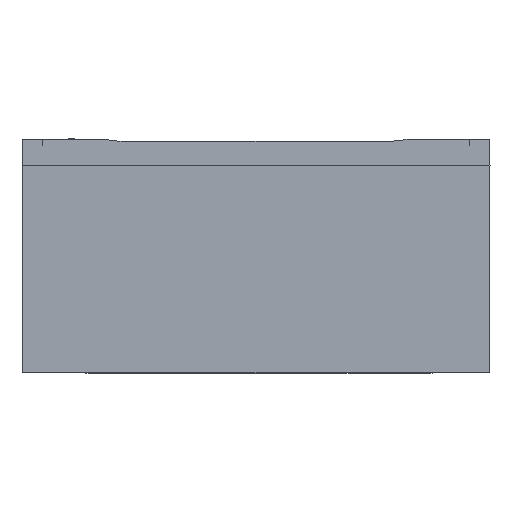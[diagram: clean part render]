
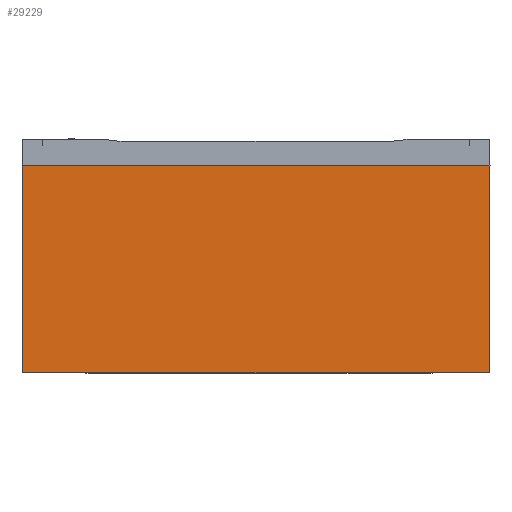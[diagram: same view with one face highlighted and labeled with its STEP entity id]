
A CAD part, front view. The second image highlights one B-rep face of the part: STEP entity #29229.
In plain terms, the highlighted planar face has unit normal (0, -1, -0.004).
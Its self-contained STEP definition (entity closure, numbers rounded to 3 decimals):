
#3077 = VERTEX_POINT ( 'NONE', #75064 ) ;
#5244 = VECTOR ( 'NONE', #68131, 1000. ) ;
#6089 = VECTOR ( 'NONE', #25270, 1000. ) ;
#9162 = ORIENTED_EDGE ( 'NONE', *, *, #53038, .F. ) ;
#10087 = ORIENTED_EDGE ( 'NONE', *, *, #76296, .F. ) ;
#13295 = EDGE_LOOP ( 'NONE', ( #60110, #53628, #9162, #10087 ) ) ;
#13687 = VERTEX_POINT ( 'NONE', #46663 ) ;
#14445 = CARTESIAN_POINT ( 'NONE',  ( 400., -276., 177. ) ) ;
#17958 = LINE ( 'NONE', #43048, #5244 ) ;
#18631 = AXIS2_PLACEMENT_3D ( 'NONE', #50985, #75628, #25078 ) ;
#18850 = EDGE_CURVE ( 'NONE', #13687, #68033, #44994, .T. ) ;
#24264 = PLANE ( 'NONE',  #18631 ) ;
#25078 = DIRECTION ( 'NONE',  ( 0., -0.004, 1. ) ) ;
#25270 = DIRECTION ( 'NONE',  ( 0.004, -0.004, 1. ) ) ;
#26047 = DIRECTION ( 'NONE',  ( 1., 0., 0. ) ) ;
#29229 = ADVANCED_FACE ( 'NONE', ( #50190 ), #24264, .T. ) ;
#31080 = VERTEX_POINT ( 'NONE', #43412 ) ;
#38420 = CARTESIAN_POINT ( 'NONE',  ( 399.989, -275.989, 174.382 ) ) ;
#41340 = LINE ( 'NONE', #55696, #47507 ) ;
#43048 = CARTESIAN_POINT ( 'NONE',  ( 0.008, -275.992, 175.255 ) ) ;
#43412 = CARTESIAN_POINT ( 'NONE',  ( 0., -276., 177. ) ) ;
#44994 = LINE ( 'NONE', #38420, #6089 ) ;
#46663 = CARTESIAN_POINT ( 'NONE',  ( 399.228, -275.228, 0. ) ) ;
#47507 = VECTOR ( 'NONE', #54094, 1000. ) ;
#50190 = FACE_OUTER_BOUND ( 'NONE', #13295, .T. ) ;
#50985 = CARTESIAN_POINT ( 'NONE',  ( 400., -276., 177. ) ) ;
#52453 = VECTOR ( 'NONE', #26047, 1000. ) ;
#53038 = EDGE_CURVE ( 'NONE', #31080, #68033, #41340, .T. ) ;
#53628 = ORIENTED_EDGE ( 'NONE', *, *, #18850, .T. ) ;
#54094 = DIRECTION ( 'NONE',  ( 1., 0., 0. ) ) ;
#55696 = CARTESIAN_POINT ( 'NONE',  ( 200., -276., 177. ) ) ;
#60110 = ORIENTED_EDGE ( 'NONE', *, *, #75197, .T. ) ;
#63466 = CARTESIAN_POINT ( 'NONE',  ( 400., -275.228, 0. ) ) ;
#68033 = VERTEX_POINT ( 'NONE', #14445 ) ;
#68131 = DIRECTION ( 'NONE',  ( -0.004, -0.004, 1. ) ) ;
#69650 = LINE ( 'NONE', #63466, #52453 ) ;
#75064 = CARTESIAN_POINT ( 'NONE',  ( 0.772, -275.228, 0. ) ) ;
#75197 = EDGE_CURVE ( 'NONE', #3077, #13687, #69650, .T. ) ;
#75628 = DIRECTION ( 'NONE',  ( 0., -1., -0.004 ) ) ;
#76296 = EDGE_CURVE ( 'NONE', #3077, #31080, #17958, .T. ) ;
